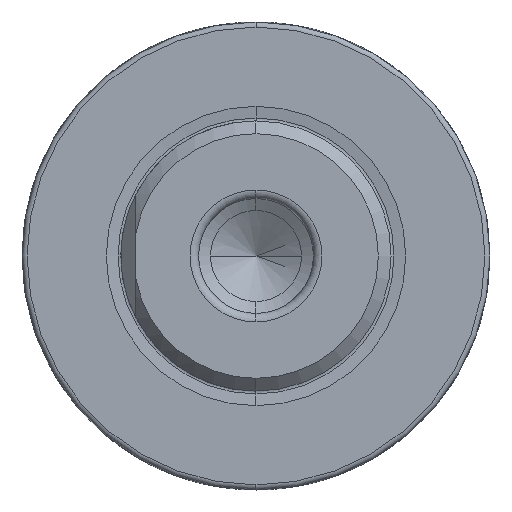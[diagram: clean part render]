
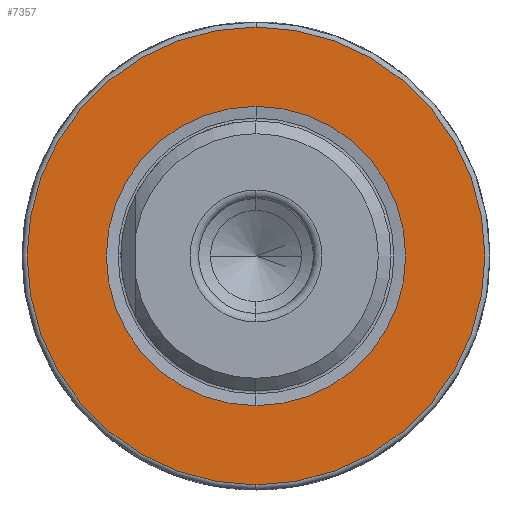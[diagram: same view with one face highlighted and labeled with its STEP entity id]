
A CAD part, left-side view. The second image highlights one B-rep face of the part: STEP entity #7357.
In plain terms, the highlighted planar face has unit normal (-1, 0, 0).
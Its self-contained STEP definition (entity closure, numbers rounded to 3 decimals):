
#177 = VERTEX_POINT ( 'NONE', #6171 ) ;
#219 = AXIS2_PLACEMENT_3D ( 'NONE', #3231, #5418, #2554 ) ;
#242 = DIRECTION ( 'NONE',  ( 0., 0., 1. ) ) ;
#506 = CARTESIAN_POINT ( 'NONE',  ( 60.7, 26.9, 0. ) ) ;
#543 = DIRECTION ( 'NONE',  ( 0., 0., 1. ) ) ;
#987 = VERTEX_POINT ( 'NONE', #9557 ) ;
#996 = AXIS2_PLACEMENT_3D ( 'NONE', #9229, #9277, #543 ) ;
#1587 = CARTESIAN_POINT ( 'NONE',  ( 60.7, 0., 0. ) ) ;
#1597 = EDGE_LOOP ( 'NONE', ( #4269, #1834 ) ) ;
#1738 = VERTEX_POINT ( 'NONE', #6778 ) ;
#1834 = ORIENTED_EDGE ( 'NONE', *, *, #4905, .F. ) ;
#1937 = PLANE ( 'NONE',  #4052 ) ;
#2021 = EDGE_CURVE ( 'NONE', #177, #987, #4263, .T. ) ;
#2176 = EDGE_CURVE ( 'NONE', #1738, #3784, #7529, .T. ) ;
#2554 = DIRECTION ( 'NONE',  ( 0., 0., 1. ) ) ;
#2583 = EDGE_CURVE ( 'NONE', #987, #177, #5684, .T. ) ;
#2887 = ORIENTED_EDGE ( 'NONE', *, *, #2021, .T. ) ;
#2941 = DIRECTION ( 'NONE',  ( 0., 0., 1. ) ) ;
#3231 = CARTESIAN_POINT ( 'NONE',  ( 60.7, 0., 0. ) ) ;
#3492 = DIRECTION ( 'NONE',  ( 0., 0., -1. ) ) ;
#3784 = VERTEX_POINT ( 'NONE', #5368 ) ;
#4052 = AXIS2_PLACEMENT_3D ( 'NONE', #506, #4841, #3492 ) ;
#4263 = CIRCLE ( 'NONE', #8938, 26.9 ) ;
#4269 = ORIENTED_EDGE ( 'NONE', *, *, #2176, .F. ) ;
#4841 = DIRECTION ( 'NONE',  ( 1., 0., 0. ) ) ;
#4905 = EDGE_CURVE ( 'NONE', #3784, #1738, #5516, .T. ) ;
#5368 = CARTESIAN_POINT ( 'NONE',  ( 60.7, 0., -17.59 ) ) ;
#5418 = DIRECTION ( 'NONE',  ( -1., 0., 0. ) ) ;
#5516 = CIRCLE ( 'NONE', #996, 17.59 ) ;
#5684 = CIRCLE ( 'NONE', #6754, 26.9 ) ;
#6171 = CARTESIAN_POINT ( 'NONE',  ( 60.7, 0., 26.9 ) ) ;
#6754 = AXIS2_PLACEMENT_3D ( 'NONE', #7683, #9156, #242 ) ;
#6778 = CARTESIAN_POINT ( 'NONE',  ( 60.7, 0., 17.59 ) ) ;
#7178 = FACE_BOUND ( 'NONE', #1597, .T. ) ;
#7357 = ADVANCED_FACE ( 'NONE', ( #7178, #9323 ), #1937, .F. ) ;
#7529 = CIRCLE ( 'NONE', #219, 17.59 ) ;
#7590 = ORIENTED_EDGE ( 'NONE', *, *, #2583, .T. ) ;
#7683 = CARTESIAN_POINT ( 'NONE',  ( 60.7, 0., 0. ) ) ;
#8671 = EDGE_LOOP ( 'NONE', ( #2887, #7590 ) ) ;
#8938 = AXIS2_PLACEMENT_3D ( 'NONE', #1587, #8977, #2941 ) ;
#8977 = DIRECTION ( 'NONE',  ( -1., 0., 0. ) ) ;
#9156 = DIRECTION ( 'NONE',  ( -1., 0., 0. ) ) ;
#9229 = CARTESIAN_POINT ( 'NONE',  ( 60.7, 0., 0. ) ) ;
#9277 = DIRECTION ( 'NONE',  ( -1., 0., 0. ) ) ;
#9323 = FACE_OUTER_BOUND ( 'NONE', #8671, .T. ) ;
#9557 = CARTESIAN_POINT ( 'NONE',  ( 60.7, 0., -26.9 ) ) ;
